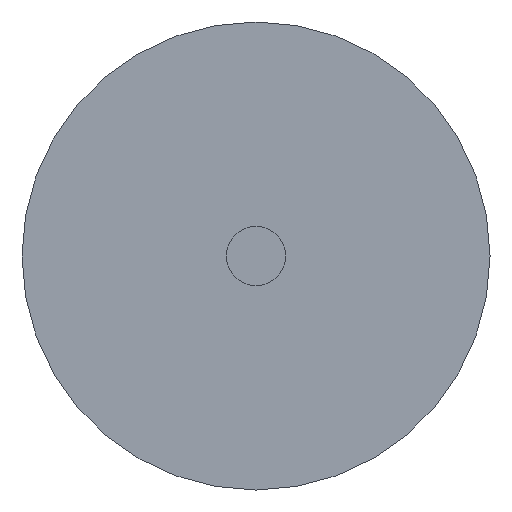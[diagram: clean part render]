
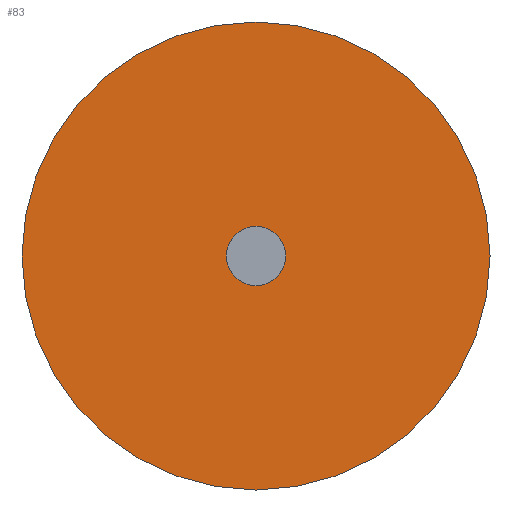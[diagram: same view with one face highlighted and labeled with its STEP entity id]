
A CAD part, front view. The second image highlights one B-rep face of the part: STEP entity #83.
In plain terms, the highlighted planar face has unit normal (0, -1, 0).
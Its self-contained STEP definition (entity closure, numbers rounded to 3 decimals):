
#19=PLANE('',#97);
#22=FACE_BOUND('',#37,.T.);
#28=FACE_OUTER_BOUND('',#36,.T.);
#36=EDGE_LOOP('',(#74));
#37=EDGE_LOOP('',(#75));
#39=CIRCLE('',#88,2.413);
#44=CIRCLE('',#95,19.05);
#46=VERTEX_POINT('',#128);
#51=VERTEX_POINT('',#170);
#53=EDGE_CURVE('',#46,#46,#39,.T.);
#59=EDGE_CURVE('',#51,#51,#44,.T.);
#74=ORIENTED_EDGE('',*,*,#59,.T.);
#75=ORIENTED_EDGE('',*,*,#53,.T.);
#83=ADVANCED_FACE('',(#28,#22),#19,.F.);
#88=AXIS2_PLACEMENT_3D('',#129,#104,#105);
#95=AXIS2_PLACEMENT_3D('',#171,#118,#119);
#97=AXIS2_PLACEMENT_3D('',#173,#122,#123);
#104=DIRECTION('center_axis',(0.,1.,0.));
#105=DIRECTION('ref_axis',(-1.,0.,0.));
#118=DIRECTION('center_axis',(0.,-1.,0.));
#119=DIRECTION('ref_axis',(1.,0.,0.));
#122=DIRECTION('center_axis',(0.,1.,0.));
#123=DIRECTION('ref_axis',(0.,0.,1.));
#128=CARTESIAN_POINT('',(2.413,0.,0.));
#129=CARTESIAN_POINT('Origin',(0.,0.,0.));
#170=CARTESIAN_POINT('',(-19.05,0.,0.));
#171=CARTESIAN_POINT('Origin',(0.,0.,0.));
#173=CARTESIAN_POINT('Origin',(0.,0.,0.));
